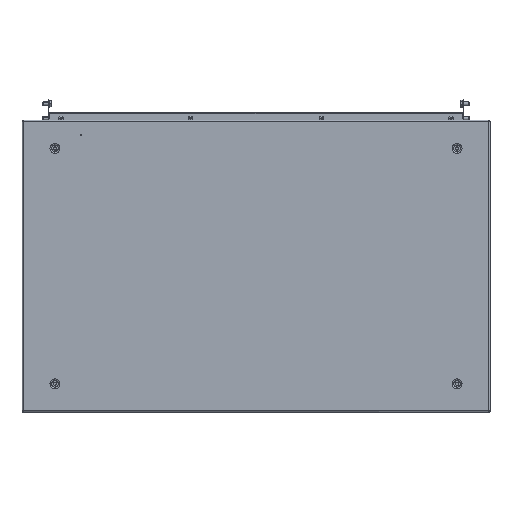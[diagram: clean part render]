
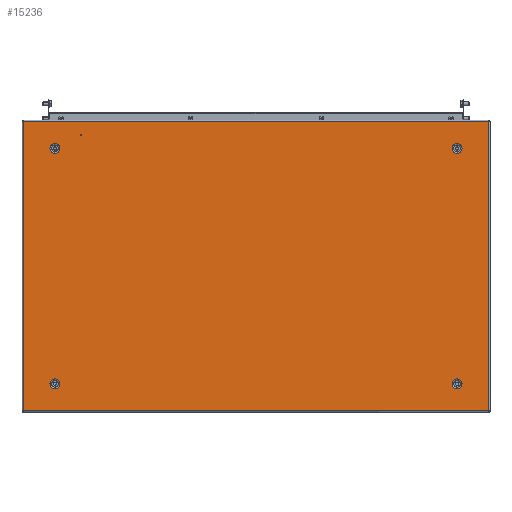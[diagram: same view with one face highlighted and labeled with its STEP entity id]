
A CAD part, top view. The second image highlights one B-rep face of the part: STEP entity #15236.
In plain terms, the highlighted planar face has unit normal (0, 0, 1).
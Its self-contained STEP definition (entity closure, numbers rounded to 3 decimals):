
#295 = CIRCLE ( 'NONE', #50497, 8.443 ) ;
#1544 = CARTESIAN_POINT ( 'NONE',  ( -341.5, 191.557, 0. ) ) ;
#1747 = DIRECTION ( 'NONE',  ( 0., 0., 1. ) ) ;
#1762 = EDGE_CURVE ( 'NONE', #57661, #31568, #30044, .T. ) ;
#1774 = VERTEX_POINT ( 'NONE', #7142 ) ;
#2320 = LINE ( 'NONE', #39453, #14508 ) ;
#3745 = VECTOR ( 'NONE', #30152, 1000. ) ;
#3867 = EDGE_LOOP ( 'NONE', ( #19861, #30932, #22945, #46403 ) ) ;
#4245 = CARTESIAN_POINT ( 'NONE',  ( -395.1, 246.529, 0. ) ) ;
#4746 = LINE ( 'NONE', #4245, #3745 ) ;
#5725 = CARTESIAN_POINT ( 'NONE',  ( -297., 223., 0. ) ) ;
#7142 = CARTESIAN_POINT ( 'NONE',  ( 395.1, 245.6, 0. ) ) ;
#7688 = DIRECTION ( 'NONE',  ( 0., 0., 1. ) ) ;
#7951 = DIRECTION ( 'NONE',  ( 0., 1., 0. ) ) ;
#10567 = EDGE_CURVE ( 'NONE', #48511, #72404, #77739, .T. ) ;
#11230 = CIRCLE ( 'NONE', #63774, 8.443 ) ;
#11682 = VERTEX_POINT ( 'NONE', #5725 ) ;
#12447 = CARTESIAN_POINT ( 'NONE',  ( -341.5, -191.557, 0. ) ) ;
#12611 = EDGE_CURVE ( 'NONE', #68221, #1774, #37470, .T. ) ;
#12760 = DIRECTION ( 'NONE',  ( 0., 1., 0. ) ) ;
#14045 = EDGE_CURVE ( 'NONE', #72404, #48511, #17749, .T. ) ;
#14410 = ORIENTED_EDGE ( 'NONE', *, *, #52273, .F. ) ;
#14508 = VECTOR ( 'NONE', #25617, 1000. ) ;
#15236 = ADVANCED_FACE ( 'NONE', ( #58520, #70742, #77810, #49514, #67718, #60603 ), #55651, .T. ) ;
#15934 = EDGE_LOOP ( 'NONE', ( #14410, #50258 ) ) ;
#17199 = CARTESIAN_POINT ( 'NONE',  ( -395.1, -245.6, 0. ) ) ;
#17749 = CIRCLE ( 'NONE', #80205, 8.443 ) ;
#18321 = ORIENTED_EDGE ( 'NONE', *, *, #52869, .F. ) ;
#18833 = CARTESIAN_POINT ( 'NONE',  ( 341.5, 191.557, 0. ) ) ;
#19456 = DIRECTION ( 'NONE',  ( 0., 0., 1. ) ) ;
#19861 = ORIENTED_EDGE ( 'NONE', *, *, #66754, .T. ) ;
#19982 = VERTEX_POINT ( 'NONE', #23530 ) ;
#19985 = AXIS2_PLACEMENT_3D ( 'NONE', #69835, #49211, #37097 ) ;
#22354 = AXIS2_PLACEMENT_3D ( 'NONE', #29835, #49302, #81582 ) ;
#22648 = VERTEX_POINT ( 'NONE', #46359 ) ;
#22820 = DIRECTION ( 'NONE',  ( 0., 0., 1. ) ) ;
#22945 = ORIENTED_EDGE ( 'NONE', *, *, #12611, .T. ) ;
#23086 = CARTESIAN_POINT ( 'NONE',  ( -298., 223., 0. ) ) ;
#23530 = CARTESIAN_POINT ( 'NONE',  ( -395.1, 245.6, 0. ) ) ;
#24138 = EDGE_CURVE ( 'NONE', #61063, #49343, #11230, .T. ) ;
#24432 = CARTESIAN_POINT ( 'NONE',  ( -297.5, 223., 0. ) ) ;
#25617 = DIRECTION ( 'NONE',  ( 1., 0., 0. ) ) ;
#26237 = DIRECTION ( 'NONE',  ( -1., 0., 0. ) ) ;
#26545 = CARTESIAN_POINT ( 'NONE',  ( -341.5, 200., 0. ) ) ;
#26843 = CIRCLE ( 'NONE', #48593, 0.5 ) ;
#27675 = DIRECTION ( 'NONE',  ( 0., 1., 0. ) ) ;
#29264 = CARTESIAN_POINT ( 'NONE',  ( -341.5, -200., 0. ) ) ;
#29674 = CARTESIAN_POINT ( 'NONE',  ( 395.1, -246.529, 0. ) ) ;
#29835 = CARTESIAN_POINT ( 'NONE',  ( 341.5, -200., 0. ) ) ;
#30044 = CIRCLE ( 'NONE', #79833, 8.443 ) ;
#30152 = DIRECTION ( 'NONE',  ( 0., -1., 0. ) ) ;
#30641 = EDGE_LOOP ( 'NONE', ( #55432, #44484 ) ) ;
#30932 = ORIENTED_EDGE ( 'NONE', *, *, #82828, .T. ) ;
#31568 = VERTEX_POINT ( 'NONE', #55940 ) ;
#31932 = EDGE_LOOP ( 'NONE', ( #60451, #32276 ) ) ;
#32276 = ORIENTED_EDGE ( 'NONE', *, *, #10567, .F. ) ;
#34686 = VERTEX_POINT ( 'NONE', #17199 ) ;
#35008 = DIRECTION ( 'NONE',  ( 0., 1., 0. ) ) ;
#36617 = DIRECTION ( 'NONE',  ( 0., 0., 1. ) ) ;
#36999 = EDGE_LOOP ( 'NONE', ( #68863, #37463 ) ) ;
#37097 = DIRECTION ( 'NONE',  ( 1., 0., 0. ) ) ;
#37463 = ORIENTED_EDGE ( 'NONE', *, *, #24138, .F. ) ;
#37470 = LINE ( 'NONE', #29674, #61775 ) ;
#37573 = EDGE_CURVE ( 'NONE', #49343, #61063, #295, .T. ) ;
#38992 = CIRCLE ( 'NONE', #46754, 8.443 ) ;
#39200 = LINE ( 'NONE', #44929, #59308 ) ;
#39453 = CARTESIAN_POINT ( 'NONE',  ( -396.029, -245.6, 0. ) ) ;
#40039 = CIRCLE ( 'NONE', #62007, 0.5 ) ;
#40333 = CIRCLE ( 'NONE', #22354, 8.443 ) ;
#42351 = AXIS2_PLACEMENT_3D ( 'NONE', #29264, #22820, #47624 ) ;
#43309 = ORIENTED_EDGE ( 'NONE', *, *, #69106, .F. ) ;
#43894 = DIRECTION ( 'NONE',  ( -1., 0., 0. ) ) ;
#44484 = ORIENTED_EDGE ( 'NONE', *, *, #76578, .T. ) ;
#44929 = CARTESIAN_POINT ( 'NONE',  ( 396.029, 245.6, 0. ) ) ;
#45888 = CARTESIAN_POINT ( 'NONE',  ( 341.5, 208.443, 0. ) ) ;
#46359 = CARTESIAN_POINT ( 'NONE',  ( 341.5, -191.557, 0. ) ) ;
#46403 = ORIENTED_EDGE ( 'NONE', *, *, #66291, .T. ) ;
#46404 = CARTESIAN_POINT ( 'NONE',  ( 341.5, -208.443, 0. ) ) ;
#46601 = CARTESIAN_POINT ( 'NONE',  ( -341.5, -208.443, 0. ) ) ;
#46754 = AXIS2_PLACEMENT_3D ( 'NONE', #75308, #36617, #68566 ) ;
#46985 = DIRECTION ( 'NONE',  ( 0., 1., 0. ) ) ;
#47433 = DIRECTION ( 'NONE',  ( -1., 0., 0. ) ) ;
#47624 = DIRECTION ( 'NONE',  ( 0., 1., 0. ) ) ;
#48511 = VERTEX_POINT ( 'NONE', #46601 ) ;
#48590 = DIRECTION ( 'NONE',  ( 0., 1., 0. ) ) ;
#48593 = AXIS2_PLACEMENT_3D ( 'NONE', #60170, #72015, #47433 ) ;
#49211 = DIRECTION ( 'NONE',  ( 0., 0., 1. ) ) ;
#49302 = DIRECTION ( 'NONE',  ( 0., 0., 1. ) ) ;
#49343 = VERTEX_POINT ( 'NONE', #45888 ) ;
#49514 = FACE_BOUND ( 'NONE', #36999, .T. ) ;
#50101 = EDGE_LOOP ( 'NONE', ( #18321, #43309 ) ) ;
#50258 = ORIENTED_EDGE ( 'NONE', *, *, #1762, .F. ) ;
#50454 = EDGE_CURVE ( 'NONE', #52932, #11682, #40039, .T. ) ;
#50497 = AXIS2_PLACEMENT_3D ( 'NONE', #73294, #78997, #46985 ) ;
#52273 = EDGE_CURVE ( 'NONE', #31568, #57661, #62784, .T. ) ;
#52493 = DIRECTION ( 'NONE',  ( 0., 0., 1. ) ) ;
#52766 = CARTESIAN_POINT ( 'NONE',  ( 341.5, 200., 0. ) ) ;
#52869 = EDGE_CURVE ( 'NONE', #22648, #58248, #40333, .T. ) ;
#52932 = VERTEX_POINT ( 'NONE', #23086 ) ;
#55432 = ORIENTED_EDGE ( 'NONE', *, *, #50454, .T. ) ;
#55651 = PLANE ( 'NONE',  #19985 ) ;
#55940 = CARTESIAN_POINT ( 'NONE',  ( -341.5, 208.443, 0. ) ) ;
#57636 = DIRECTION ( 'NONE',  ( 0., 0., -1. ) ) ;
#57661 = VERTEX_POINT ( 'NONE', #1544 ) ;
#58248 = VERTEX_POINT ( 'NONE', #46404 ) ;
#58520 = FACE_BOUND ( 'NONE', #30641, .T. ) ;
#59308 = VECTOR ( 'NONE', #26237, 1000. ) ;
#60170 = CARTESIAN_POINT ( 'NONE',  ( -297.5, 223., 0. ) ) ;
#60451 = ORIENTED_EDGE ( 'NONE', *, *, #14045, .F. ) ;
#60603 = FACE_OUTER_BOUND ( 'NONE', #3867, .T. ) ;
#61063 = VERTEX_POINT ( 'NONE', #18833 ) ;
#61775 = VECTOR ( 'NONE', #48590, 1000. ) ;
#62007 = AXIS2_PLACEMENT_3D ( 'NONE', #24432, #57636, #43894 ) ;
#62784 = CIRCLE ( 'NONE', #82409, 8.443 ) ;
#63774 = AXIS2_PLACEMENT_3D ( 'NONE', #52766, #7688, #7951 ) ;
#66291 = EDGE_CURVE ( 'NONE', #1774, #19982, #39200, .T. ) ;
#66754 = EDGE_CURVE ( 'NONE', #19982, #34686, #4746, .T. ) ;
#67718 = FACE_BOUND ( 'NONE', #15934, .T. ) ;
#68221 = VERTEX_POINT ( 'NONE', #71291 ) ;
#68566 = DIRECTION ( 'NONE',  ( 0., 1., 0. ) ) ;
#68863 = ORIENTED_EDGE ( 'NONE', *, *, #37573, .F. ) ;
#69106 = EDGE_CURVE ( 'NONE', #58248, #22648, #38992, .T. ) ;
#69835 = CARTESIAN_POINT ( 'NONE',  ( 0., 0., 0. ) ) ;
#70742 = FACE_BOUND ( 'NONE', #50101, .T. ) ;
#70841 = CARTESIAN_POINT ( 'NONE',  ( -341.5, 200., 0. ) ) ;
#71164 = CARTESIAN_POINT ( 'NONE',  ( -341.5, -200., 0. ) ) ;
#71291 = CARTESIAN_POINT ( 'NONE',  ( 395.1, -245.6, 0. ) ) ;
#72015 = DIRECTION ( 'NONE',  ( 0., 0., -1. ) ) ;
#72404 = VERTEX_POINT ( 'NONE', #12447 ) ;
#73294 = CARTESIAN_POINT ( 'NONE',  ( 341.5, 200., 0. ) ) ;
#75308 = CARTESIAN_POINT ( 'NONE',  ( 341.5, -200., 0. ) ) ;
#76578 = EDGE_CURVE ( 'NONE', #11682, #52932, #26843, .T. ) ;
#77739 = CIRCLE ( 'NONE', #42351, 8.443 ) ;
#77810 = FACE_BOUND ( 'NONE', #31932, .T. ) ;
#78997 = DIRECTION ( 'NONE',  ( 0., 0., 1. ) ) ;
#79833 = AXIS2_PLACEMENT_3D ( 'NONE', #26545, #52493, #35008 ) ;
#80205 = AXIS2_PLACEMENT_3D ( 'NONE', #71164, #1747, #27675 ) ;
#81582 = DIRECTION ( 'NONE',  ( 0., 1., 0. ) ) ;
#82409 = AXIS2_PLACEMENT_3D ( 'NONE', #70841, #19456, #12760 ) ;
#82828 = EDGE_CURVE ( 'NONE', #34686, #68221, #2320, .T. ) ;
